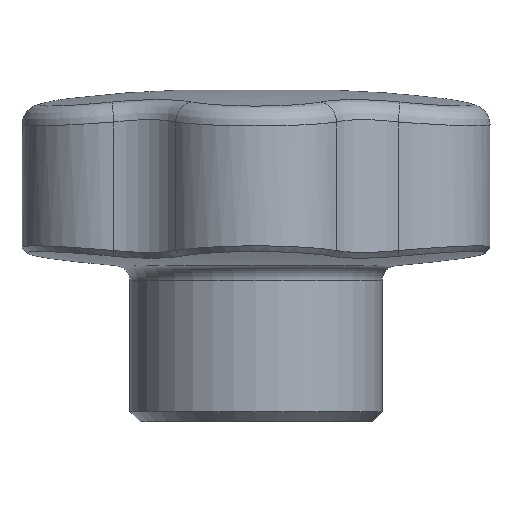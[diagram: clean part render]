
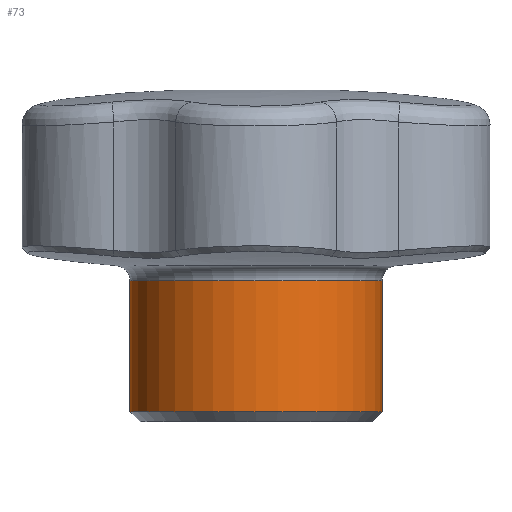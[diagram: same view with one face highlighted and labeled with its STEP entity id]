
A CAD part, front view. The second image highlights one B-rep face of the part: STEP entity #73.
In plain terms, the highlighted cylindrical face has radius 12.5 mm (diameter 25 mm), a full revolution.
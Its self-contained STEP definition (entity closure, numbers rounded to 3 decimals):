
#73 = ADVANCED_FACE( '', ( #188, #189 ), #190, .T. );
#188 = FACE_OUTER_BOUND( '', #355, .T. );
#189 = FACE_OUTER_BOUND( '', #356, .T. );
#190 = CYLINDRICAL_SURFACE( '', #357, 12.5 );
#355 = EDGE_LOOP( '', ( #3356 ) );
#356 = EDGE_LOOP( '', ( #3357 ) );
#357 = AXIS2_PLACEMENT_3D( '', #3358, #3359, #3360 );
#3356 = ORIENTED_EDGE( '', *, *, #3666, .T. );
#3357 = ORIENTED_EDGE( '', *, *, #3667, .T. );
#3358 = CARTESIAN_POINT( '', ( 0., 0., 32.9 ) );
#3359 = DIRECTION( '', ( 0., 0., -1. ) );
#3360 = DIRECTION( '', ( 0., -1., 0. ) );
#3666 = EDGE_CURVE( '', #3811, #3811, #3812, .F. );
#3667 = EDGE_CURVE( '', #3813, #3813, #3814, .T. );
#3811 = VERTEX_POINT( '', #4016 );
#3812 = CIRCLE( '', #4017, 12.5 );
#3813 = VERTEX_POINT( '', #4018 );
#3814 = CIRCLE( '', #4019, 12.5 );
#4016 = CARTESIAN_POINT( '', ( 0., -12.5, 13.999 ) );
#4017 = AXIS2_PLACEMENT_3D( '', #6191, #6192, #6193 );
#4018 = CARTESIAN_POINT( '', ( 0., -12.5, 1. ) );
#4019 = AXIS2_PLACEMENT_3D( '', #6194, #6195, #6196 );
#6191 = CARTESIAN_POINT( '', ( 0., 0., 13.999 ) );
#6192 = DIRECTION( '', ( 0., 0., 1. ) );
#6193 = DIRECTION( '', ( 0., -1., 0. ) );
#6194 = CARTESIAN_POINT( '', ( 0., 0., 1. ) );
#6195 = DIRECTION( '', ( 0., 0., 1. ) );
#6196 = DIRECTION( '', ( 0., -1., 0. ) );
